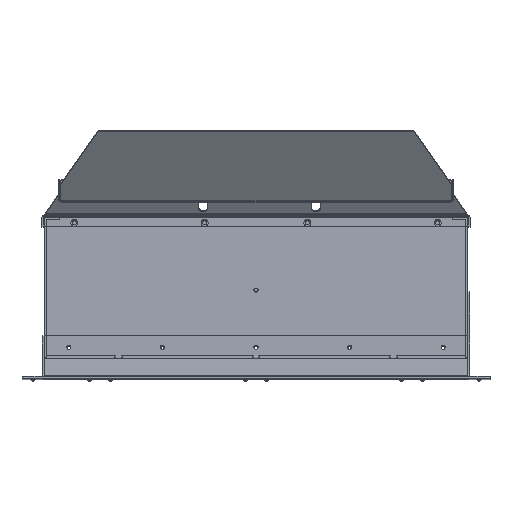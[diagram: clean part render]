
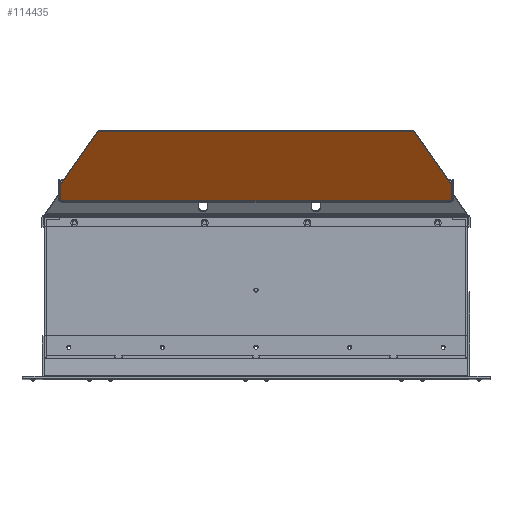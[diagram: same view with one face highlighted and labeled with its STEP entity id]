
A CAD part, top view. The second image highlights one B-rep face of the part: STEP entity #114435.
In plain terms, the highlighted face is planar.
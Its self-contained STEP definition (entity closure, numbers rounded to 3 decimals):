
#113632=CARTESIAN_POINT('',(211.,0.,-23.794));
#113633=DIRECTION('',(0.,-1.,0.));
#113634=DIRECTION('',(0.866,0.,-0.5));
#113635=AXIS2_PLACEMENT_3D('',#113632,#113633,#113634);
#113637=DIRECTION('',(-1.,0.,0.));
#113638=VECTOR('',#113637,1.5);
#113639=CARTESIAN_POINT('',(-211.5,0.,-2.5));
#113640=LINE('',#113639,#113638);
#113641=DIRECTION('',(0.,0.,-1.));
#113642=VECTOR('',#113641,1.5);
#113643=CARTESIAN_POINT('',(-213.,0.,-20.));
#113644=LINE('',#113643,#113642);
#113645=DIRECTION('',(0.,0.,-1.));
#113646=VECTOR('',#113645,2.294);
#113647=CARTESIAN_POINT('',(-213.,0.,-21.5));
#113648=LINE('',#113647,#113646);
#113649=CARTESIAN_POINT('',(-211.,0.,-23.794));
#113650=DIRECTION('',(0.,-1.,0.));
#113651=DIRECTION('',(-1.,0.,0.));
#113652=AXIS2_PLACEMENT_3D('',#113649,#113650,#113651);
#113654=DIRECTION('',(0.5,0.,-0.866));
#113655=VECTOR('',#113654,79.912);
#113656=CARTESIAN_POINT('',(-212.732,0.,-24.794));
#113657=LINE('',#113656,#113655);
#113658=CARTESIAN_POINT('',(-171.044,0.,-93.));
#113659=DIRECTION('',(0.,-1.,0.));
#113660=DIRECTION('',(-0.866,0.,-0.5));
#113661=AXIS2_PLACEMENT_3D('',#113658,#113659,#113660);
#113663=CARTESIAN_POINT('',(171.044,0.,-93.));
#113664=DIRECTION('',(0.,-1.,0.));
#113665=DIRECTION('',(0.,0.,-1.));
#113666=AXIS2_PLACEMENT_3D('',#113663,#113664,#113665);
#113668=DIRECTION('',(0.5,0.,0.866));
#113669=VECTOR('',#113668,79.912);
#113670=CARTESIAN_POINT('',(172.776,0.,-94.));
#113671=LINE('',#113670,#113669);
#113688=DIRECTION('',(-1.,0.,0.));
#113689=VECTOR('',#113688,342.088);
#113690=CARTESIAN_POINT('',(171.044,0.,-95.));
#113691=LINE('',#113690,#113689);
#113799=DIRECTION('',(0.,0.,1.));
#113800=VECTOR('',#113799,17.5);
#113801=CARTESIAN_POINT('',(-213.,0.,-20.));
#113802=LINE('',#113801,#113800);
#113881=DIRECTION('',(1.,0.,0.));
#113882=VECTOR('',#113881,423.);
#113883=CARTESIAN_POINT('',(-211.5,0.,-2.5));
#113884=LINE('',#113883,#113882);
#113899=DIRECTION('',(1.,0.,0.));
#113900=VECTOR('',#113899,1.5);
#113901=CARTESIAN_POINT('',(211.5,0.,-2.5));
#113902=LINE('',#113901,#113900);
#113925=DIRECTION('',(0.,0.,-1.));
#113926=VECTOR('',#113925,17.5);
#113927=CARTESIAN_POINT('',(213.,0.,-2.5));
#113928=LINE('',#113927,#113926);
#114220=DIRECTION('',(0.,0.,-1.));
#114221=VECTOR('',#114220,1.5);
#114222=CARTESIAN_POINT('',(213.,0.,-20.));
#114223=LINE('',#114222,#114221);
#114224=DIRECTION('',(0.,0.,-1.));
#114225=VECTOR('',#114224,2.294);
#114226=CARTESIAN_POINT('',(213.,0.,-21.5));
#114227=LINE('',#114226,#114225);
#114228=CARTESIAN_POINT('',(212.732,0.,-24.794));
#114229=CARTESIAN_POINT('',(213.,0.,-23.794));
#114230=VERTEX_POINT('',#114228);
#114231=VERTEX_POINT('',#114229);
#114232=CARTESIAN_POINT('',(213.,0.,-21.5));
#114233=VERTEX_POINT('',#114232);
#114234=CARTESIAN_POINT('',(213.,0.,-20.));
#114235=VERTEX_POINT('',#114234);
#114236=CARTESIAN_POINT('',(213.,0.,-2.5));
#114237=VERTEX_POINT('',#114236);
#114238=CARTESIAN_POINT('',(211.5,0.,-2.5));
#114239=VERTEX_POINT('',#114238);
#114240=CARTESIAN_POINT('',(-211.5,0.,-2.5));
#114241=VERTEX_POINT('',#114240);
#114242=CARTESIAN_POINT('',(-213.,0.,-2.5));
#114243=VERTEX_POINT('',#114242);
#114244=CARTESIAN_POINT('',(-213.,0.,-20.));
#114245=VERTEX_POINT('',#114244);
#114246=CARTESIAN_POINT('',(-213.,0.,-21.5));
#114247=VERTEX_POINT('',#114246);
#114248=CARTESIAN_POINT('',(-213.,0.,-23.794));
#114249=VERTEX_POINT('',#114248);
#114250=CARTESIAN_POINT('',(-212.732,0.,-24.794));
#114251=VERTEX_POINT('',#114250);
#114252=CARTESIAN_POINT('',(-172.776,0.,-94.));
#114253=VERTEX_POINT('',#114252);
#114254=CARTESIAN_POINT('',(-171.044,0.,-95.));
#114255=VERTEX_POINT('',#114254);
#114256=CARTESIAN_POINT('',(171.044,0.,-95.));
#114257=VERTEX_POINT('',#114256);
#114258=CARTESIAN_POINT('',(172.776,0.,-94.));
#114259=VERTEX_POINT('',#114258);
#114396=CARTESIAN_POINT('',(0.,0.,0.));
#114397=DIRECTION('',(0.,1.,0.));
#114398=DIRECTION('',(1.,0.,0.));
#114399=AXIS2_PLACEMENT_3D('',#114396,#114397,#114398);
#114400=PLANE('',#114399);
#114402=ORIENTED_EDGE('',*,*,#114401,.T.);
#114404=ORIENTED_EDGE('',*,*,#114403,.F.);
#114406=ORIENTED_EDGE('',*,*,#114405,.F.);
#114408=ORIENTED_EDGE('',*,*,#114407,.F.);
#114410=ORIENTED_EDGE('',*,*,#114409,.F.);
#114412=ORIENTED_EDGE('',*,*,#114411,.F.);
#114414=ORIENTED_EDGE('',*,*,#114413,.T.);
#114416=ORIENTED_EDGE('',*,*,#114415,.F.);
#114418=ORIENTED_EDGE('',*,*,#114417,.T.);
#114420=ORIENTED_EDGE('',*,*,#114419,.T.);
#114422=ORIENTED_EDGE('',*,*,#114421,.T.);
#114424=ORIENTED_EDGE('',*,*,#114423,.T.);
#114426=ORIENTED_EDGE('',*,*,#114425,.T.);
#114428=ORIENTED_EDGE('',*,*,#114427,.F.);
#114430=ORIENTED_EDGE('',*,*,#114429,.T.);
#114432=ORIENTED_EDGE('',*,*,#114431,.T.);
#114433=EDGE_LOOP('',(#114402,#114404,#114406,#114408,#114410,#114412,#114414,
#114416,#114418,#114420,#114422,#114424,#114426,#114428,#114430,#114432));
#114434=FACE_OUTER_BOUND('',#114433,.F.);
#114435=ADVANCED_FACE('',(#114434),#114400,.T.);
#113636=CIRCLE('',#113635,2.);
#113653=CIRCLE('',#113652,2.);
#113662=CIRCLE('',#113661,2.);
#113667=CIRCLE('',#113666,2.);
#114401=EDGE_CURVE('',#114230,#114231,#113636,.T.);
#114403=EDGE_CURVE('',#114233,#114231,#114227,.T.);
#114405=EDGE_CURVE('',#114235,#114233,#114223,.T.);
#114407=EDGE_CURVE('',#114237,#114235,#113928,.T.);
#114409=EDGE_CURVE('',#114239,#114237,#113902,.T.);
#114411=EDGE_CURVE('',#114241,#114239,#113884,.T.);
#114413=EDGE_CURVE('',#114241,#114243,#113640,.T.);
#114415=EDGE_CURVE('',#114245,#114243,#113802,.T.);
#114417=EDGE_CURVE('',#114245,#114247,#113644,.T.);
#114419=EDGE_CURVE('',#114247,#114249,#113648,.T.);
#114421=EDGE_CURVE('',#114249,#114251,#113653,.T.);
#114423=EDGE_CURVE('',#114251,#114253,#113657,.T.);
#114425=EDGE_CURVE('',#114253,#114255,#113662,.T.);
#114427=EDGE_CURVE('',#114257,#114255,#113691,.T.);
#114429=EDGE_CURVE('',#114257,#114259,#113667,.T.);
#114431=EDGE_CURVE('',#114259,#114230,#113671,.T.);
